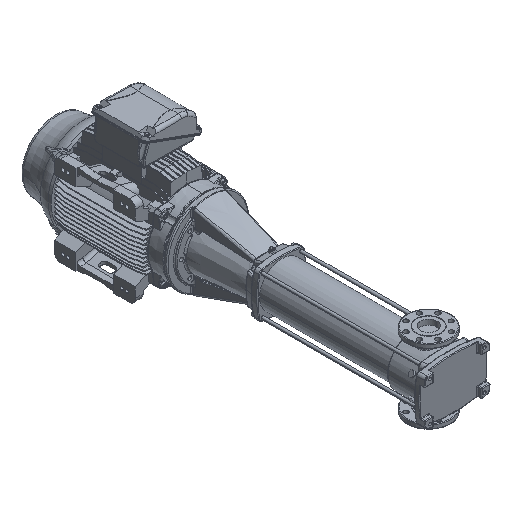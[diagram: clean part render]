
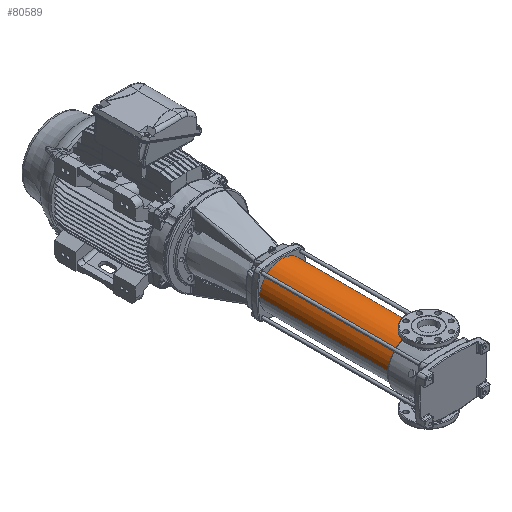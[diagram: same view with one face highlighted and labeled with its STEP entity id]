
A CAD part, isometric view. The second image highlights one B-rep face of the part: STEP entity #80589.
In plain terms, the highlighted cylindrical face has radius 108 mm (diameter 216 mm), a partial arc.
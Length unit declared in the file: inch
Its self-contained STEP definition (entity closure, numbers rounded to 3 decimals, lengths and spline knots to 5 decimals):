
#5946 = VERTEX_POINT ( 'NONE', #22445 ) ;
#22445 = CARTESIAN_POINT ( 'NONE',  ( 0., 27.57087, -4.25197 ) ) ;
#23737 = DIRECTION ( 'NONE',  ( 0., 0., 1. ) ) ;
#24708 = CARTESIAN_POINT ( 'NONE',  ( 0., 2.55906, 0. ) ) ;
#25247 = CARTESIAN_POINT ( 'NONE',  ( 0., 2.55906, -4.25197 ) ) ;
#34383 = VECTOR ( 'NONE', #165250, 39.37008 ) ;
#41358 = DIRECTION ( 'NONE',  ( 0., 1., 0. ) ) ;
#42373 = FACE_OUTER_BOUND ( 'NONE', #49512, .T. ) ;
#45277 = DIRECTION ( 'NONE',  ( 0., 0., 1. ) ) ;
#49512 = EDGE_LOOP ( 'NONE', ( #124521, #178370, #101014, #86165 ) ) ;
#53710 = LINE ( 'NONE', #54771, #34383 ) ;
#54771 = CARTESIAN_POINT ( 'NONE',  ( 0., 2.55906, 4.25197 ) ) ;
#57303 = VERTEX_POINT ( 'NONE', #72299 ) ;
#65228 = AXIS2_PLACEMENT_3D ( 'NONE', #24708, #41358, #170556 ) ;
#69130 = CIRCLE ( 'NONE', #165702, 4.25197 ) ;
#72299 = CARTESIAN_POINT ( 'NONE',  ( 0., 27.57087, 4.25197 ) ) ;
#73492 = DIRECTION ( 'NONE',  ( 0., 1., 0. ) ) ;
#74780 = CARTESIAN_POINT ( 'NONE',  ( 0., 27.57087, 0. ) ) ;
#80589 = ADVANCED_FACE ( 'NONE', ( #42373 ), #137248, .T. ) ;
#86165 = ORIENTED_EDGE ( 'NONE', *, *, #159773, .T. ) ;
#90158 = CARTESIAN_POINT ( 'NONE',  ( 0., 2.55906, 0. ) ) ;
#101014 = ORIENTED_EDGE ( 'NONE', *, *, #193751, .T. ) ;
#124521 = ORIENTED_EDGE ( 'NONE', *, *, #200033, .F. ) ;
#133510 = DIRECTION ( 'NONE',  ( 0., 1., 0. ) ) ;
#136599 = LINE ( 'NONE', #182492, #182272 ) ;
#137248 = CYLINDRICAL_SURFACE ( 'NONE', #65228, 4.25197 ) ;
#138335 = DIRECTION ( 'NONE',  ( 0., -1., 0. ) ) ;
#158442 = VERTEX_POINT ( 'NONE', #181111 ) ;
#159773 = EDGE_CURVE ( 'NONE', #57303, #5946, #69130, .T. ) ;
#165250 = DIRECTION ( 'NONE',  ( 0., 1., 0. ) ) ;
#165291 = CIRCLE ( 'NONE', #175405, 4.25197 ) ;
#165702 = AXIS2_PLACEMENT_3D ( 'NONE', #74780, #138335, #23737 ) ;
#170556 = DIRECTION ( 'NONE',  ( 0., 0., 1. ) ) ;
#175405 = AXIS2_PLACEMENT_3D ( 'NONE', #90158, #73492, #45277 ) ;
#178370 = ORIENTED_EDGE ( 'NONE', *, *, #178530, .T. ) ;
#178530 = EDGE_CURVE ( 'NONE', #191837, #158442, #165291, .T. ) ;
#181111 = CARTESIAN_POINT ( 'NONE',  ( 0., 2.55906, 4.25197 ) ) ;
#182272 = VECTOR ( 'NONE', #133510, 39.37008 ) ;
#182492 = CARTESIAN_POINT ( 'NONE',  ( 0., 2.55906, -4.25197 ) ) ;
#191837 = VERTEX_POINT ( 'NONE', #25247 ) ;
#193751 = EDGE_CURVE ( 'NONE', #158442, #57303, #53710, .T. ) ;
#200033 = EDGE_CURVE ( 'NONE', #191837, #5946, #136599, .T. ) ;
